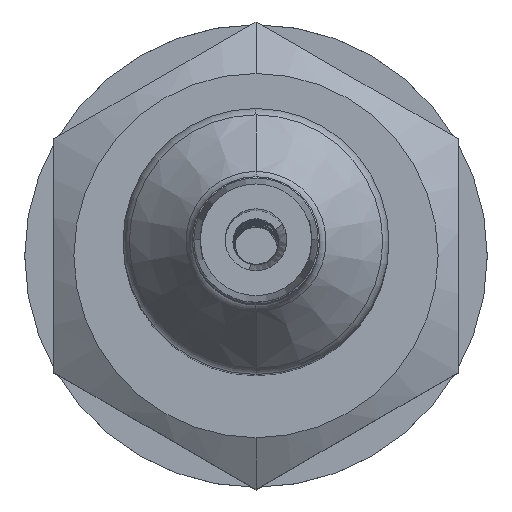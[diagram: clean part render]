
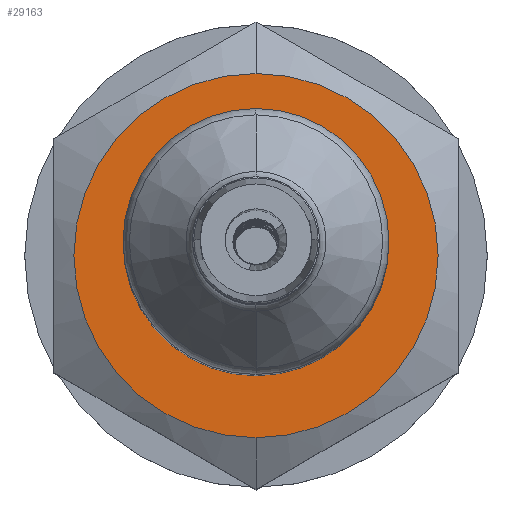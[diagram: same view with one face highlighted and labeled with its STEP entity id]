
A CAD part, top view. The second image highlights one B-rep face of the part: STEP entity #29163.
In plain terms, the highlighted planar face has unit normal (0, 0, 1).
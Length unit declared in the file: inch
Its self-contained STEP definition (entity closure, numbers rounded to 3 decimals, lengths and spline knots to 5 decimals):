
#28854=CARTESIAN_POINT('',(0.,0.,2.544));
#28855=DIRECTION('',(0.,0.,1.));
#28856=DIRECTION('',(-1.,0.,0.));
#28857=AXIS2_PLACEMENT_3D('',#28854,#28855,#28856);
#28859=CARTESIAN_POINT('',(0.,0.,2.544));
#28860=DIRECTION('',(0.,0.,1.));
#28861=DIRECTION('',(1.,0.,0.));
#28862=AXIS2_PLACEMENT_3D('',#28859,#28860,#28861);
#28864=CARTESIAN_POINT('',(0.,0.,2.544));
#28865=DIRECTION('',(0.,0.,1.));
#28866=DIRECTION('',(0.,1.,0.));
#28867=AXIS2_PLACEMENT_3D('',#28864,#28865,#28866);
#28869=CARTESIAN_POINT('',(0.,0.,2.544));
#28870=DIRECTION('',(0.,0.,1.));
#28871=DIRECTION('',(0.,-1.,0.));
#28872=AXIS2_PLACEMENT_3D('',#28869,#28870,#28871);
#29071=CARTESIAN_POINT('',(-1.65,0.,2.544));
#29073=VERTEX_POINT('',#29071);
#29075=CARTESIAN_POINT('',(1.65,0.,2.544));
#29077=VERTEX_POINT('',#29075);
#29078=CARTESIAN_POINT('',(0.,3.15,2.544));
#29080=VERTEX_POINT('',#29078);
#29086=CARTESIAN_POINT('',(0.,-3.15,2.544));
#29088=VERTEX_POINT('',#29086);
#29148=CARTESIAN_POINT('',(0.,0.,2.544));
#29149=DIRECTION('',(0.,0.,1.));
#29150=DIRECTION('',(1.,0.,0.));
#29151=AXIS2_PLACEMENT_3D('',#29148,#29149,#29150);
#29152=PLANE('',#29151);
#29154=ORIENTED_EDGE('',*,*,#29153,.F.);
#29156=ORIENTED_EDGE('',*,*,#29155,.F.);
#29157=EDGE_LOOP('',(#29154,#29156));
#29158=FACE_OUTER_BOUND('',#29157,.F.);
#29159=ORIENTED_EDGE('',*,*,#29130,.T.);
#29160=ORIENTED_EDGE('',*,*,#29141,.T.);
#29161=EDGE_LOOP('',(#29159,#29160));
#29162=FACE_BOUND('',#29161,.F.);
#29163=ADVANCED_FACE('',(#29158,#29162),#29152,.T.);
#28858=CIRCLE('',#28857,1.65);
#28863=CIRCLE('',#28862,1.65);
#28868=CIRCLE('',#28867,3.15);
#28873=CIRCLE('',#28872,3.15);
#29130=EDGE_CURVE('',#29073,#29077,#28858,.T.);
#29141=EDGE_CURVE('',#29077,#29073,#28863,.T.);
#29153=EDGE_CURVE('',#29080,#29088,#28868,.T.);
#29155=EDGE_CURVE('',#29088,#29080,#28873,.T.);
